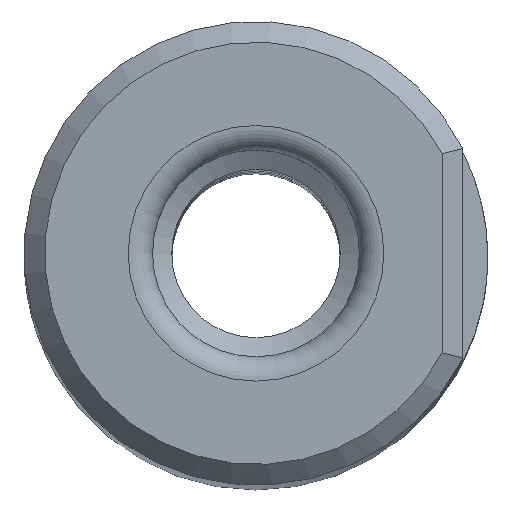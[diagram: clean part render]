
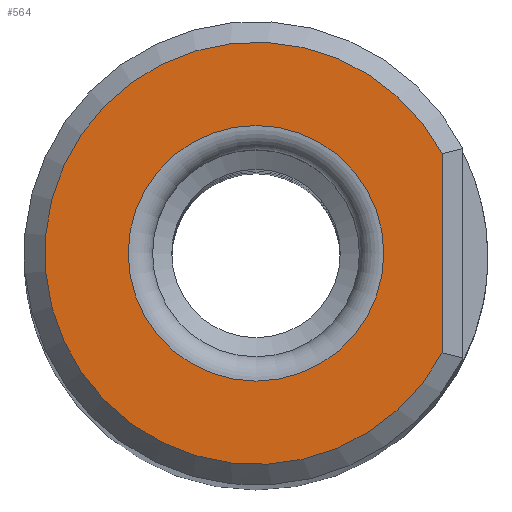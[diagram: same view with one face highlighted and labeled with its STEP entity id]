
A CAD part, top view. The second image highlights one B-rep face of the part: STEP entity #564.
In plain terms, the highlighted planar face has unit normal (0, 0, 1).
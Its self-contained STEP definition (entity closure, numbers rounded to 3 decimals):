
#23=PLANE('',#609);
#49=LINE('',#822,#62);
#62=VECTOR('',#690,1000.);
#95=ORIENTED_EDGE('',*,*,#173,.F.);
#96=ORIENTED_EDGE('',*,*,#171,.T.);
#97=ORIENTED_EDGE('',*,*,#174,.T.);
#171=EDGE_CURVE('',#211,#210,#231,.T.);
#173=EDGE_CURVE('',#212,#212,#232,.T.);
#174=EDGE_CURVE('',#210,#211,#49,.T.);
#210=VERTEX_POINT('',#812);
#211=VERTEX_POINT('',#814);
#212=VERTEX_POINT('',#821);
#231=CIRCLE('',#608,8.675);
#232=CIRCLE('',#610,5.25);
#255=EDGE_LOOP('',(#95));
#256=EDGE_LOOP('',(#96,#97));
#305=FACE_BOUND('',#255,.T.);
#306=FACE_BOUND('',#256,.T.);
#564=ADVANCED_FACE('',(#305,#306),#23,.F.);
#608=AXIS2_PLACEMENT_3D('',#813,#684,#685);
#609=AXIS2_PLACEMENT_3D('',#819,#686,#687);
#610=AXIS2_PLACEMENT_3D('',#820,#688,#689);
#684=DIRECTION('',(0.,0.,1.));
#685=DIRECTION('',(1.,0.,0.));
#686=DIRECTION('',(0.,0.,-1.));
#687=DIRECTION('',(-1.,0.,0.));
#688=DIRECTION('',(0.,0.,1.));
#689=DIRECTION('',(1.,0.,0.));
#690=DIRECTION('',(0.,1.,0.));
#812=CARTESIAN_POINT('',(7.65,-4.091,134.5));
#813=CARTESIAN_POINT('',(0.,0.,134.5));
#814=CARTESIAN_POINT('',(7.65,4.091,134.5));
#819=CARTESIAN_POINT('',(8.675,0.,134.5));
#820=CARTESIAN_POINT('',(0.,0.,134.5));
#821=CARTESIAN_POINT('',(5.25,0.,134.5));
#822=CARTESIAN_POINT('',(7.65,1.734,134.5));
